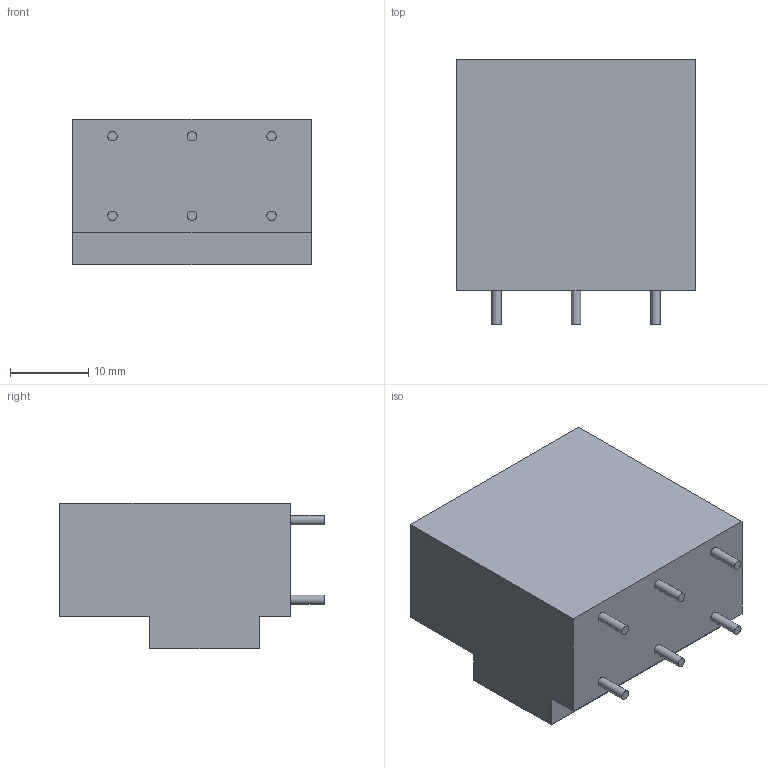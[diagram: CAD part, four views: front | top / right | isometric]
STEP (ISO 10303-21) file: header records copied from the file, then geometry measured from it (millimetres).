
FILE_DESCRIPTION(/* description */ ('','CAx-IF Rec.Pracs.---Representation and Presentation of Product Manufacturing Information (PMI)---4.0---2014-10-13'),/* implementation_level */ '2;1');
FILE_NAME(/* name */ '3p-10-conn v2.step',/* time_stamp */ '2024-12-28T15:09:06+01:00',/* author */ (''),/* organization */ (''),/* preprocessor_version */ 'ST-DEVELOPER v20',/* originating_system */ 'Autodesk Translation Framework v13.20.0.188',/* authorisation */ '');
FILE_SCHEMA (('AP242_MANAGED_MODEL_BASED_3D_ENGINEERING_MIM_LF { 1 0 10303 442 1 1 4 }'));
Length unit declared in the file: millimetre
Products named in the file (1): 3p-10-conn
Bounding box: 30.48 x 33.8 x 18.6 mm (x, y, z)
Volume: 14266.4 mm3; surface area: 4441.9 mm2
Topology: 1 solids, 1 shells, 43 faces, 87 edges, 58 vertices
Faces by surface type: plane 34, cylinder 9
Full cylindrical faces by diameter (mm): 1.2 x6, 4 x3
Entity records: 1152 total; most frequent: DIRECTION 193, CARTESIAN_POINT 189, ORIENTED_EDGE 174, EDGE_CURVE 87, LINE 69, VECTOR 69, AXIS2_PLACEMENT_3D 62, VERTEX_POINT 58
